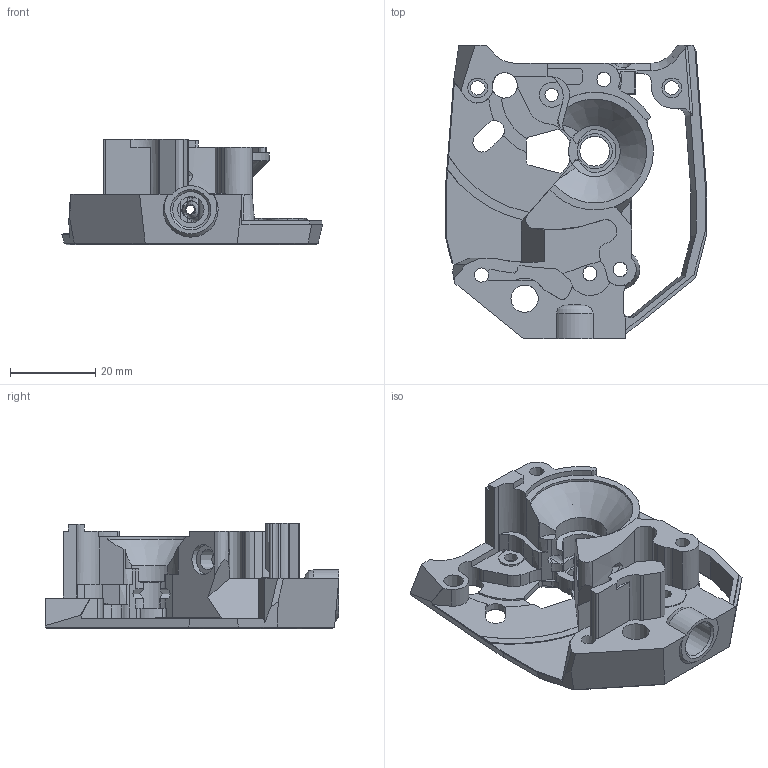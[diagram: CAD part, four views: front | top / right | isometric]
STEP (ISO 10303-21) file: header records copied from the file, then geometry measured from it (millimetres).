
FILE_DESCRIPTION(/* description */ (''),/* implementation_level */ '2;1');
FILE_NAME(/* name */ 'StealthburnerEBB_SB_FilamentSensor.step',/* time_stamp */ '2023-12-24T10:28:32-06:00',/* author */ (''),/* organization */ (''),/* preprocessor_version */ 'ST-DEVELOPER v20',/* originating_system */ 'Autodesk Translation Framework v12.14.0.127',/* authorisation */ '');
FILE_SCHEMA (('AUTOMOTIVE_DESIGN { 1 0 10303 214 3 1 1 }'));
Length unit declared in the file: millimetre
Products named in the file (2): StealthburnerEBB_SB_FilamentSensor; Stealthburner_CW2_Filament_Sensor_ECAS v1
Assembly tree (1 placements, depth 2):
  StealthburnerEBB_SB_FilamentSensor
    Stealthburner_CW2_Filament_Sensor_ECAS v1
Bounding box: 61.17 x 68.69 x 24.7 mm (x, y, z)
Volume: 23142 mm3; surface area: 14863.8 mm2
Topology: 1 solids, 2 shells, 541 faces, 1509 edges, 967 vertices
Faces by surface type: plane 313, cylinder 145, cone 40, bspline 39, sphere 2, torus 2
Full cylindrical faces by diameter (mm): 2.2 x4, 2.4 x3, 2.8 x1, 3.2 x1, 3.4 x6, 3.6 x4, 4.2 x2, 4.7 x4, 6 x7, 6.248 x1, 6.4 x1, 7 x2, 8.2 x1, 8.45 x1
Entity records: 19050 total; most frequent: CARTESIAN_POINT 5162, ORIENTED_EDGE 3000, DIRECTION 2798, EDGE_CURVE 1500, VERTEX_POINT 963, LINE 940, VECTOR 940, AXIS2_PLACEMENT_3D 929
